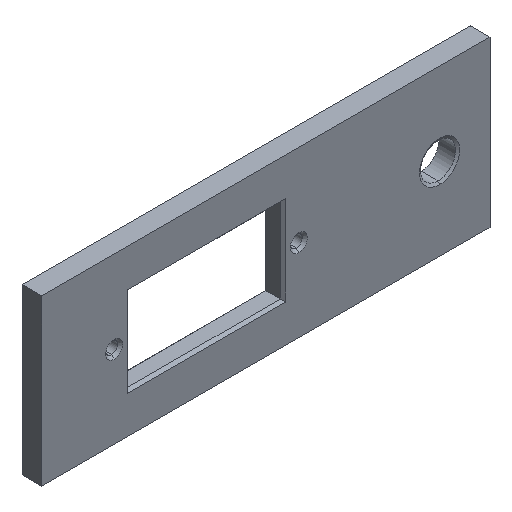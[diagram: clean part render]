
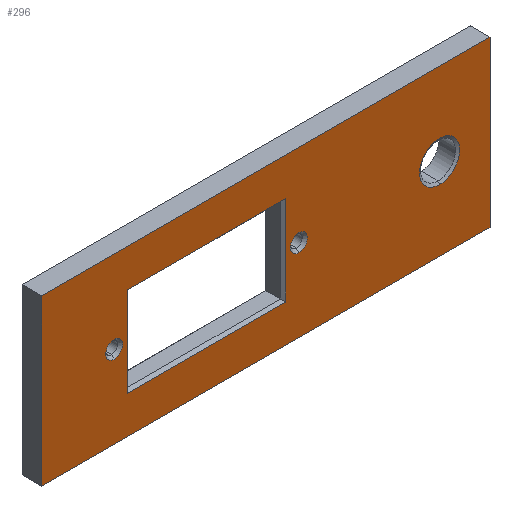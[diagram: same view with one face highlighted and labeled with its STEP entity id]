
A CAD part, isometric view. The second image highlights one B-rep face of the part: STEP entity #296.
In plain terms, the highlighted planar face has unit normal (0, -1, 0).
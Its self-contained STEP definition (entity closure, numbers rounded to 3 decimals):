
#1 = CARTESIAN_POINT ( 'NONE',  ( 12., 0., 0. ) ) ;
#5 = VERTEX_POINT ( 'NONE', #125 ) ;
#17 = CARTESIAN_POINT ( 'NONE',  ( 14., 0., 1.3 ) ) ;
#20 = EDGE_CURVE ( 'NONE', #5, #768, #803, .T. ) ;
#23 = DIRECTION ( 'NONE',  ( 0., 0., 1. ) ) ;
#30 = VERTEX_POINT ( 'NONE', #90 ) ;
#34 = CARTESIAN_POINT ( 'NONE',  ( -25., 0., -12.5 ) ) ;
#44 = CIRCLE ( 'NONE', #759, 1.3 ) ;
#57 = DIRECTION ( 'NONE',  ( 0., 0., 1. ) ) ;
#63 = LINE ( 'NONE', #707, #340 ) ;
#65 = EDGE_LOOP ( 'NONE', ( #835, #877 ) ) ;
#73 = LINE ( 'NONE', #941, #478 ) ;
#79 = CARTESIAN_POINT ( 'NONE',  ( 0., 0., 6.8 ) ) ;
#90 = CARTESIAN_POINT ( 'NONE',  ( -12., 0., -6.8 ) ) ;
#123 = CIRCLE ( 'NONE', #578, 1.3 ) ;
#125 = CARTESIAN_POINT ( 'NONE',  ( -12., 0., 6.8 ) ) ;
#127 = EDGE_CURVE ( 'NONE', #467, #210, #499, .T. ) ;
#131 = FACE_BOUND ( 'NONE', #549, .T. ) ;
#132 = ORIENTED_EDGE ( 'NONE', *, *, #318, .F. ) ;
#136 = CARTESIAN_POINT ( 'NONE',  ( -14., 0., 0. ) ) ;
#138 = VECTOR ( 'NONE', #152, 1000. ) ;
#139 = EDGE_LOOP ( 'NONE', ( #292, #572, #601, #435 ) ) ;
#142 = CARTESIAN_POINT ( 'NONE',  ( 43., 0., -12.5 ) ) ;
#148 = VERTEX_POINT ( 'NONE', #838 ) ;
#152 = DIRECTION ( 'NONE',  ( 1., 0., 0. ) ) ;
#158 = LINE ( 'NONE', #166, #138 ) ;
#166 = CARTESIAN_POINT ( 'NONE',  ( 0., 0., 12.5 ) ) ;
#170 = CARTESIAN_POINT ( 'NONE',  ( -25., 0., 12.5 ) ) ;
#186 = VERTEX_POINT ( 'NONE', #666 ) ;
#197 = CIRCLE ( 'NONE', #1006, 3.05 ) ;
#199 = CARTESIAN_POINT ( 'NONE',  ( -25., 0., 0. ) ) ;
#210 = VERTEX_POINT ( 'NONE', #34 ) ;
#221 = VECTOR ( 'NONE', #350, 1000. ) ;
#236 = EDGE_CURVE ( 'NONE', #930, #148, #123, .T. ) ;
#276 = VERTEX_POINT ( 'NONE', #787 ) ;
#279 = VERTEX_POINT ( 'NONE', #456 ) ;
#284 = VERTEX_POINT ( 'NONE', #142 ) ;
#288 = AXIS2_PLACEMENT_3D ( 'NONE', #136, #772, #57 ) ;
#289 = FACE_BOUND ( 'NONE', #139, .T. ) ;
#292 = ORIENTED_EDGE ( 'NONE', *, *, #615, .F. ) ;
#296 = ADVANCED_FACE ( 'NONE', ( #857, #289, #852, #864, #131 ), #933, .F. ) ;
#316 = DIRECTION ( 'NONE',  ( 0., 0., -1. ) ) ;
#318 = EDGE_CURVE ( 'NONE', #186, #276, #392, .T. ) ;
#323 = EDGE_CURVE ( 'NONE', #353, #284, #63, .T. ) ;
#335 = EDGE_CURVE ( 'NONE', #662, #30, #73, .T. ) ;
#340 = VECTOR ( 'NONE', #700, 1000. ) ;
#347 = ORIENTED_EDGE ( 'NONE', *, *, #740, .F. ) ;
#350 = DIRECTION ( 'NONE',  ( 0., 0., -1. ) ) ;
#352 = DIRECTION ( 'NONE',  ( 0., 0., 1. ) ) ;
#353 = VERTEX_POINT ( 'NONE', #868 ) ;
#355 = VECTOR ( 'NONE', #356, 1000. ) ;
#356 = DIRECTION ( 'NONE',  ( 0., 0., -1. ) ) ;
#363 = CARTESIAN_POINT ( 'NONE',  ( -14., 0., 0. ) ) ;
#375 = VECTOR ( 'NONE', #316, 1000. ) ;
#383 = ORIENTED_EDGE ( 'NONE', *, *, #656, .T. ) ;
#392 = CIRCLE ( 'NONE', #288, 1.3 ) ;
#394 = VECTOR ( 'NONE', #670, 1000. ) ;
#402 = CIRCLE ( 'NONE', #989, 1.3 ) ;
#420 = LINE ( 'NONE', #588, #355 ) ;
#422 = CARTESIAN_POINT ( 'NONE',  ( 14., 0., 0. ) ) ;
#423 = VECTOR ( 'NONE', #571, 1000. ) ;
#425 = DIRECTION ( 'NONE',  ( 0., 1., 0. ) ) ;
#434 = DIRECTION ( 'NONE',  ( 0., 1., 0. ) ) ;
#435 = ORIENTED_EDGE ( 'NONE', *, *, #335, .T. ) ;
#438 = CARTESIAN_POINT ( 'NONE',  ( 0., 0., -12.5 ) ) ;
#449 = DIRECTION ( 'NONE',  ( 0., -1., 0. ) ) ;
#456 = CARTESIAN_POINT ( 'NONE',  ( 35.35, 0., 3.05 ) ) ;
#467 = VERTEX_POINT ( 'NONE', #170 ) ;
#478 = VECTOR ( 'NONE', #622, 1000. ) ;
#497 = CARTESIAN_POINT ( 'NONE',  ( 12., 0., -6.8 ) ) ;
#499 = LINE ( 'NONE', #199, #221 ) ;
#502 = DIRECTION ( 'NONE',  ( 0., 0., 1. ) ) ;
#512 = ORIENTED_EDGE ( 'NONE', *, *, #236, .T. ) ;
#513 = EDGE_CURVE ( 'NONE', #467, #353, #158, .T. ) ;
#520 = CARTESIAN_POINT ( 'NONE',  ( 35.35, 0., -3.05 ) ) ;
#549 = EDGE_LOOP ( 'NONE', ( #347, #132 ) ) ;
#555 = EDGE_CURVE ( 'NONE', #768, #662, #712, .T. ) ;
#571 = DIRECTION ( 'NONE',  ( 1., 0., 0. ) ) ;
#572 = ORIENTED_EDGE ( 'NONE', *, *, #20, .T. ) ;
#578 = AXIS2_PLACEMENT_3D ( 'NONE', #422, #434, #589 ) ;
#588 = CARTESIAN_POINT ( 'NONE',  ( -12., 0., 0. ) ) ;
#589 = DIRECTION ( 'NONE',  ( 0., 0., 1. ) ) ;
#601 = ORIENTED_EDGE ( 'NONE', *, *, #555, .T. ) ;
#615 = EDGE_CURVE ( 'NONE', #5, #30, #420, .T. ) ;
#622 = DIRECTION ( 'NONE',  ( -1., 0., 0. ) ) ;
#627 = CARTESIAN_POINT ( 'NONE',  ( 0., 0., 0. ) ) ;
#636 = AXIS2_PLACEMENT_3D ( 'NONE', #900, #425, #23 ) ;
#655 = AXIS2_PLACEMENT_3D ( 'NONE', #627, #846, #683 ) ;
#656 = EDGE_CURVE ( 'NONE', #210, #284, #1001, .T. ) ;
#662 = VERTEX_POINT ( 'NONE', #497 ) ;
#666 = CARTESIAN_POINT ( 'NONE',  ( -14., 0., 1.3 ) ) ;
#670 = DIRECTION ( 'NONE',  ( 1., 0., 0. ) ) ;
#680 = CARTESIAN_POINT ( 'NONE',  ( 14., 0., 0. ) ) ;
#683 = DIRECTION ( 'NONE',  ( 0., 0., 1. ) ) ;
#685 = VERTEX_POINT ( 'NONE', #520 ) ;
#700 = DIRECTION ( 'NONE',  ( 0., 0., -1. ) ) ;
#707 = CARTESIAN_POINT ( 'NONE',  ( 43., 0., 0. ) ) ;
#712 = LINE ( 'NONE', #1, #375 ) ;
#740 = EDGE_CURVE ( 'NONE', #276, #186, #44, .T. ) ;
#745 = ORIENTED_EDGE ( 'NONE', *, *, #127, .T. ) ;
#759 = AXIS2_PLACEMENT_3D ( 'NONE', #363, #449, #1009 ) ;
#768 = VERTEX_POINT ( 'NONE', #1004 ) ;
#772 = DIRECTION ( 'NONE',  ( 0., -1., 0. ) ) ;
#786 = CARTESIAN_POINT ( 'NONE',  ( 35.35, 0., 0. ) ) ;
#787 = CARTESIAN_POINT ( 'NONE',  ( -14., 0., -1.3 ) ) ;
#803 = LINE ( 'NONE', #79, #423 ) ;
#804 = ORIENTED_EDGE ( 'NONE', *, *, #323, .F. ) ;
#819 = CIRCLE ( 'NONE', #636, 3.05 ) ;
#835 = ORIENTED_EDGE ( 'NONE', *, *, #926, .T. ) ;
#838 = CARTESIAN_POINT ( 'NONE',  ( 14., 0., -1.3 ) ) ;
#846 = DIRECTION ( 'NONE',  ( 0., 1., 0. ) ) ;
#847 = EDGE_LOOP ( 'NONE', ( #1007, #512 ) ) ;
#852 = FACE_BOUND ( 'NONE', #847, .T. ) ;
#857 = FACE_BOUND ( 'NONE', #65, .T. ) ;
#864 = FACE_OUTER_BOUND ( 'NONE', #894, .T. ) ;
#868 = CARTESIAN_POINT ( 'NONE',  ( 43., 0., 12.5 ) ) ;
#869 = EDGE_CURVE ( 'NONE', #279, #685, #197, .T. ) ;
#877 = ORIENTED_EDGE ( 'NONE', *, *, #869, .T. ) ;
#880 = DIRECTION ( 'NONE',  ( 0., 1., 0. ) ) ;
#894 = EDGE_LOOP ( 'NONE', ( #914, #745, #383, #804 ) ) ;
#900 = CARTESIAN_POINT ( 'NONE',  ( 35.35, 0., 0. ) ) ;
#914 = ORIENTED_EDGE ( 'NONE', *, *, #513, .F. ) ;
#919 = DIRECTION ( 'NONE',  ( 0., 1., 0. ) ) ;
#926 = EDGE_CURVE ( 'NONE', #685, #279, #819, .T. ) ;
#930 = VERTEX_POINT ( 'NONE', #17 ) ;
#933 = PLANE ( 'NONE',  #655 ) ;
#941 = CARTESIAN_POINT ( 'NONE',  ( 0., 0., -6.8 ) ) ;
#989 = AXIS2_PLACEMENT_3D ( 'NONE', #680, #919, #352 ) ;
#1001 = LINE ( 'NONE', #438, #394 ) ;
#1004 = CARTESIAN_POINT ( 'NONE',  ( 12., 0., 6.8 ) ) ;
#1006 = AXIS2_PLACEMENT_3D ( 'NONE', #786, #880, #502 ) ;
#1007 = ORIENTED_EDGE ( 'NONE', *, *, #1030, .T. ) ;
#1009 = DIRECTION ( 'NONE',  ( 0., 0., 1. ) ) ;
#1030 = EDGE_CURVE ( 'NONE', #148, #930, #402, .T. ) ;
